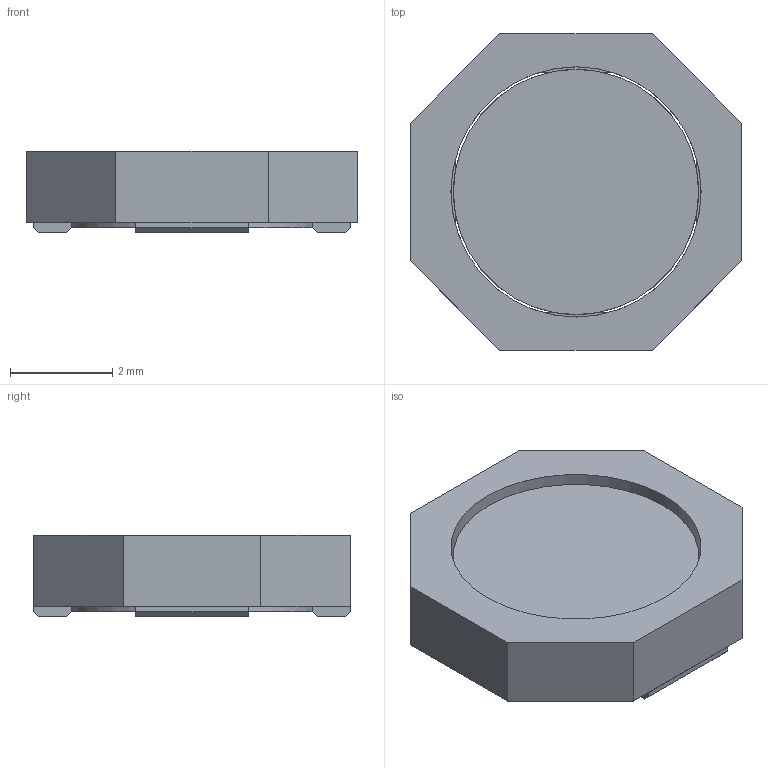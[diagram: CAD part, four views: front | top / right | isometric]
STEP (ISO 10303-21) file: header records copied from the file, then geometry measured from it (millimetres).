
FILE_DESCRIPTION(/* description */ (''),/* implementation_level */ '2;1');
FILE_NAME(/* name */ 'IND_BOURNS_SRU6013.stp',/* time_stamp */ '2015-09-02T15:50:34+02:00',/* author */ ('bcivel'),/* organization */ ('Bourns, Inc.'),/* preprocessor_version */ 'ST-DEVELOPER v15.5',/* originating_system */ 'AutoCAD Mechanical',/* authorisation */ '');
FILE_SCHEMA (('AUTOMOTIVE_DESIGN { 1 0 10303 214 3 1 1 }'));
Length unit declared in the file: millimetre
Products named in the file (1): Product
Bounding box: 6.5 x 6.2 x 1.6 mm (x, y, z)
Volume: 46.2 mm3; surface area: 154.5 mm2
Topology: 6 solids, 6 shells, 54 faces, 127 edges, 85 vertices
Faces by surface type: plane 52, cylinder 2
Full cylindrical faces by diameter (mm): 4.8 x1, 4.9 x1
Entity records: 1540 total; most frequent: CARTESIAN_POINT 261, ORIENTED_EDGE 246, DIRECTION 244, EDGE_CURVE 123, LINE 112, VECTOR 112, VERTEX_POINT 83, AXIS2_PLACEMENT_3D 66
